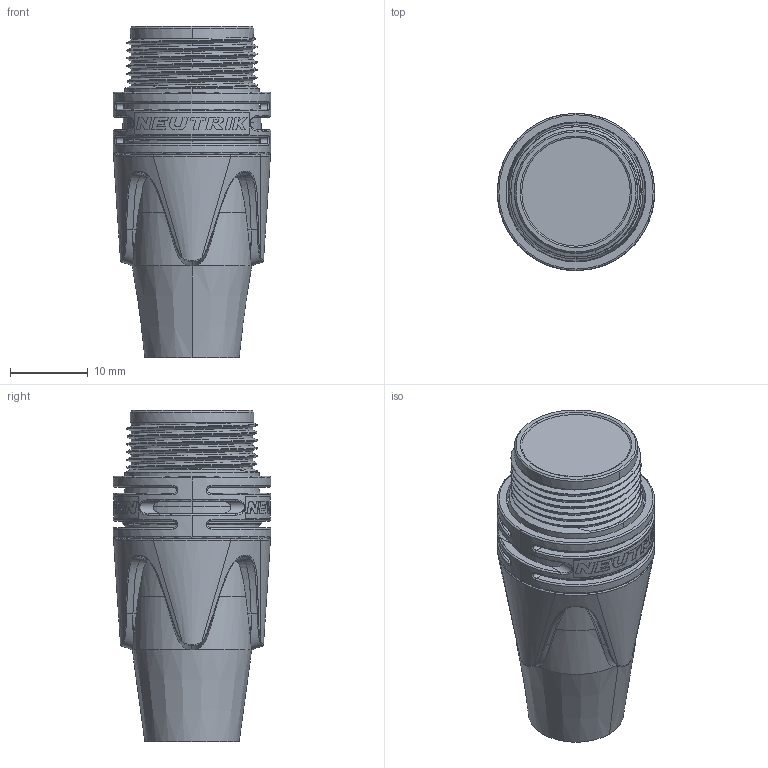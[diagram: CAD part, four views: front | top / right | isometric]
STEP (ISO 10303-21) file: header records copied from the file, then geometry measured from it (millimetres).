
FILE_DESCRIPTION((''),'2;1');
FILE_NAME('30011838','2024-10-01T09:37:22',('SYSTEM'),(''),'CREO PARAMETRIC BY PTC INC, 2023424','CREO PARAMETRIC BY PTC INC, 2023424','');
FILE_SCHEMA(('CONFIG_CONTROL_DESIGN'));
Length unit declared in the file: millimetre
Products named in the file (1): 30011838
Bounding box: 20.3 x 20.3 x 42.71 mm (x, y, z)
Volume: 9423 mm3; surface area: 3995.3 mm2
Topology: 1 solids, 1 shells, 372 faces, 964 edges, 612 vertices
Faces by surface type: bspline 94, plane 88, extrusion 80, cylinder 72, cone 20, torus 18
Entity records: 23533 total; most frequent: CARTESIAN_POINT 15255, ORIENTED_EDGE 1928, DIRECTION 1338, EDGE_CURVE 964, VERTEX_POINT 612, AXIS2_PLACEMENT_3D 495, B_SPLINE_CURVE_WITH_KNOTS 479, EDGE_LOOP 402
